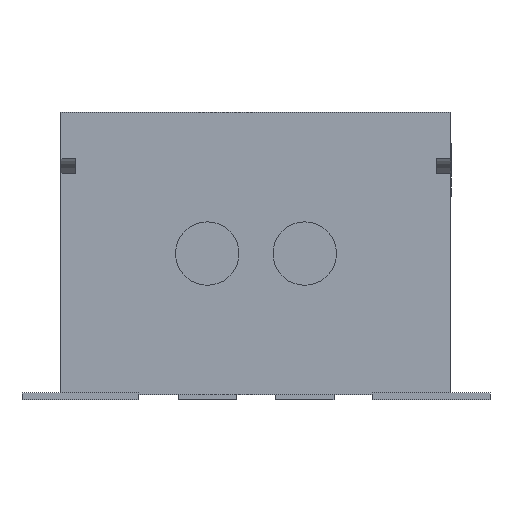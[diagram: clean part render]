
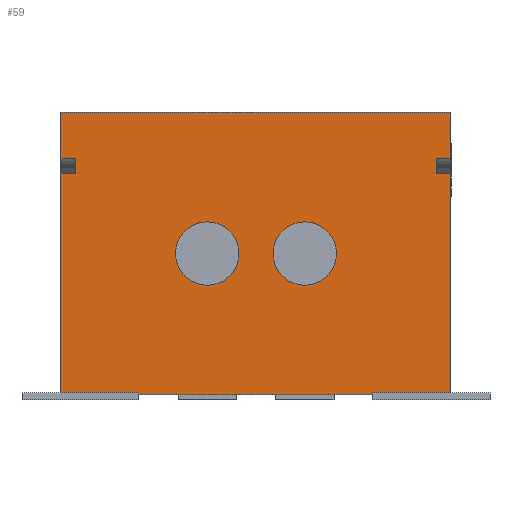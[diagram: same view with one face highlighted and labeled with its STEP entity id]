
A CAD part, front view. The second image highlights one B-rep face of the part: STEP entity #59.
In plain terms, the highlighted planar face has unit normal (0, -1, 0).
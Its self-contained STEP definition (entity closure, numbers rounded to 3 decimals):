
#59 = ADVANCED_FACE('',(#60),#158,.F.);
#60 = FACE_BOUND('',#61,.F.);
#61 = EDGE_LOOP('',(#62,#72,#80,#88,#96,#104,#112,#120,#128,#136,#144,
    #152));
#62 = ORIENTED_EDGE('',*,*,#63,.F.);
#63 = EDGE_CURVE('',#64,#66,#68,.T.);
#64 = VERTEX_POINT('',#65);
#65 = CARTESIAN_POINT('',(-2.,-2.575,2.95));
#66 = VERTEX_POINT('',#67);
#67 = CARTESIAN_POINT('',(-2.,-2.575,2.475));
#68 = LINE('',#69,#70);
#69 = CARTESIAN_POINT('',(-2.,-2.575,2.95));
#70 = VECTOR('',#71,1.);
#71 = DIRECTION('',(0.,0.,-1.));
#72 = ORIENTED_EDGE('',*,*,#73,.T.);
#73 = EDGE_CURVE('',#64,#74,#76,.T.);
#74 = VERTEX_POINT('',#75);
#75 = CARTESIAN_POINT('',(2.,-2.575,2.95));
#76 = LINE('',#77,#78);
#77 = CARTESIAN_POINT('',(-2.,-2.575,2.95));
#78 = VECTOR('',#79,1.);
#79 = DIRECTION('',(1.,0.,0.));
#80 = ORIENTED_EDGE('',*,*,#81,.T.);
#81 = EDGE_CURVE('',#74,#82,#84,.T.);
#82 = VERTEX_POINT('',#83);
#83 = CARTESIAN_POINT('',(2.,-2.575,2.475));
#84 = LINE('',#85,#86);
#85 = CARTESIAN_POINT('',(2.,-2.575,2.95));
#86 = VECTOR('',#87,1.);
#87 = DIRECTION('',(0.,0.,-1.));
#88 = ORIENTED_EDGE('',*,*,#89,.F.);
#89 = EDGE_CURVE('',#90,#82,#92,.T.);
#90 = VERTEX_POINT('',#91);
#91 = CARTESIAN_POINT('',(1.85,-2.575,2.475));
#92 = LINE('',#93,#94);
#93 = CARTESIAN_POINT('',(-0.075,-2.575,2.475));
#94 = VECTOR('',#95,1.);
#95 = DIRECTION('',(1.,0.,0.));
#96 = ORIENTED_EDGE('',*,*,#97,.F.);
#97 = EDGE_CURVE('',#98,#90,#100,.T.);
#98 = VERTEX_POINT('',#99);
#99 = CARTESIAN_POINT('',(1.85,-2.575,2.325));
#100 = LINE('',#101,#102);
#101 = CARTESIAN_POINT('',(1.85,-2.575,2.638));
#102 = VECTOR('',#103,1.);
#103 = DIRECTION('',(0.,0.,1.));
#104 = ORIENTED_EDGE('',*,*,#105,.F.);
#105 = EDGE_CURVE('',#106,#98,#108,.T.);
#106 = VERTEX_POINT('',#107);
#107 = CARTESIAN_POINT('',(2.,-2.575,2.325));
#108 = LINE('',#109,#110);
#109 = CARTESIAN_POINT('',(0.05,-2.575,2.325));
#110 = VECTOR('',#111,1.);
#111 = DIRECTION('',(-1.,0.,0.));
#112 = ORIENTED_EDGE('',*,*,#113,.T.);
#113 = EDGE_CURVE('',#106,#114,#116,.T.);
#114 = VERTEX_POINT('',#115);
#115 = CARTESIAN_POINT('',(2.,-2.575,0.05));
#116 = LINE('',#117,#118);
#117 = CARTESIAN_POINT('',(2.,-2.575,2.95));
#118 = VECTOR('',#119,1.);
#119 = DIRECTION('',(0.,0.,-1.));
#120 = ORIENTED_EDGE('',*,*,#121,.F.);
#121 = EDGE_CURVE('',#122,#114,#124,.T.);
#122 = VERTEX_POINT('',#123);
#123 = CARTESIAN_POINT('',(-2.,-2.575,0.05));
#124 = LINE('',#125,#126);
#125 = CARTESIAN_POINT('',(-2.,-2.575,0.05));
#126 = VECTOR('',#127,1.);
#127 = DIRECTION('',(1.,0.,0.));
#128 = ORIENTED_EDGE('',*,*,#129,.F.);
#129 = EDGE_CURVE('',#130,#122,#132,.T.);
#130 = VERTEX_POINT('',#131);
#131 = CARTESIAN_POINT('',(-2.,-2.575,2.325));
#132 = LINE('',#133,#134);
#133 = CARTESIAN_POINT('',(-2.,-2.575,2.95));
#134 = VECTOR('',#135,1.);
#135 = DIRECTION('',(0.,0.,-1.));
#136 = ORIENTED_EDGE('',*,*,#137,.T.);
#137 = EDGE_CURVE('',#130,#138,#140,.T.);
#138 = VERTEX_POINT('',#139);
#139 = CARTESIAN_POINT('',(-1.85,-2.575,2.325));
#140 = LINE('',#141,#142);
#141 = CARTESIAN_POINT('',(-2.05,-2.575,2.325));
#142 = VECTOR('',#143,1.);
#143 = DIRECTION('',(1.,0.,0.));
#144 = ORIENTED_EDGE('',*,*,#145,.T.);
#145 = EDGE_CURVE('',#138,#146,#148,.T.);
#146 = VERTEX_POINT('',#147);
#147 = CARTESIAN_POINT('',(-1.85,-2.575,2.475));
#148 = LINE('',#149,#150);
#149 = CARTESIAN_POINT('',(-1.85,-2.575,2.638));
#150 = VECTOR('',#151,1.);
#151 = DIRECTION('',(0.,0.,1.));
#152 = ORIENTED_EDGE('',*,*,#153,.T.);
#153 = EDGE_CURVE('',#146,#66,#154,.T.);
#154 = LINE('',#155,#156);
#155 = CARTESIAN_POINT('',(-1.925,-2.575,2.475));
#156 = VECTOR('',#157,1.);
#157 = DIRECTION('',(-1.,0.,0.));
#158 = PLANE('',#159);
#159 = AXIS2_PLACEMENT_3D('',#160,#161,#162);
#160 = CARTESIAN_POINT('',(-2.,-2.575,2.95));
#161 = DIRECTION('',(0.,1.,0.));
#162 = DIRECTION('',(0.,0.,-1.));
